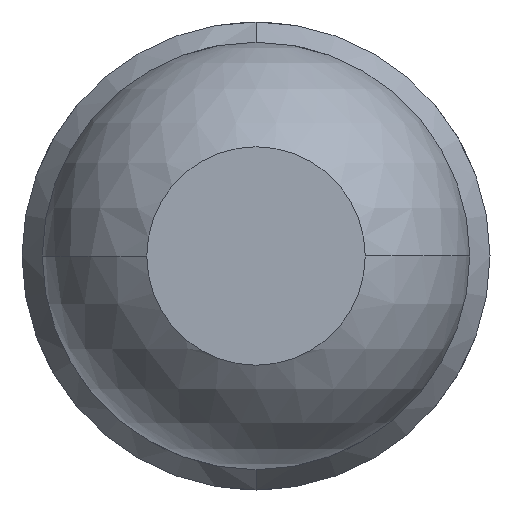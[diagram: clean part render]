
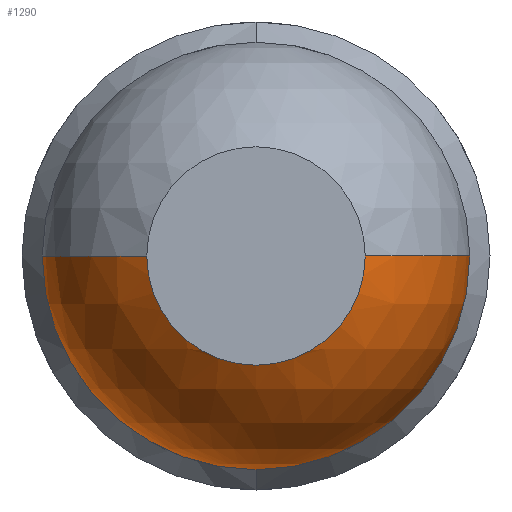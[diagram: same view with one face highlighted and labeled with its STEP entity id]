
A CAD part, front view. The second image highlights one B-rep face of the part: STEP entity #1290.
In plain terms, the highlighted spherical face has radius 0.685 mm.
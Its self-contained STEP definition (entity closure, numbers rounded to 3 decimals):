
#525 = AXIS2_PLACEMENT_3D ( 'NONE', #2299, #4619, #4661 ) ;
#557 = DIRECTION ( 'NONE',  ( 0., 0., -1. ) ) ;
#706 = ORIENTED_EDGE ( 'NONE', *, *, #2759, .F. ) ;
#711 = CIRCLE ( 'NONE', #4884, 0.685 ) ;
#861 = DIRECTION ( 'NONE',  ( 0., 0., 1. ) ) ;
#925 = AXIS2_PLACEMENT_3D ( 'NONE', #3307, #861, #5005 ) ;
#1015 = VERTEX_POINT ( 'NONE', #4898 ) ;
#1113 = EDGE_CURVE ( 'Defeature ausgef�hrt1_30+Defeature ausgef�hrt1_28+Defeature ausgef�hrt1_28+Defeature ausgef�hrt1_28', #5271, #1015, #4760, .T. ) ;
#1138 = AXIS2_PLACEMENT_3D ( 'NONE', #4733, #2697, #4751 ) ;
#1219 = FACE_OUTER_BOUND ( 'NONE', #2878, .T. ) ;
#1221 = EDGE_CURVE ( 'Defeature ausgef�hrt1_30+Defeature ausgef�hrt1_28+Defeature ausgef�hrt1_28+Defeature ausgef�hrt1_28', #4093, #5271, #3656, .T. ) ;
#1290 = ADVANCED_FACE ( 'Defeature ausgef�hrt1_28', ( #1219 ), #3209, .T. ) ;
#1293 = CARTESIAN_POINT ( 'NONE',  ( -0.685, -29.411, 0. ) ) ;
#1428 = EDGE_CURVE ( 'NONE', #4093, #4339, #711, .T. ) ;
#2085 = DIRECTION ( 'NONE',  ( -1., 0., 0. ) ) ;
#2087 = EDGE_CURVE ( 'NONE', #1015, #3703, #4341, .T. ) ;
#2294 = CARTESIAN_POINT ( 'NONE',  ( 0., -30., 0. ) ) ;
#2299 = CARTESIAN_POINT ( 'NONE',  ( 0., -29.411, 0. ) ) ;
#2423 = ORIENTED_EDGE ( 'NONE', *, *, #1221, .F. ) ;
#2434 = DIRECTION ( 'NONE',  ( 0., 0., 1. ) ) ;
#2697 = DIRECTION ( 'NONE',  ( 0., 0., -1. ) ) ;
#2759 = EDGE_CURVE ( 'Defeature ausgef�hrt1_29+Defeature ausgef�hrt1_28+Defeature ausgef�hrt1_28+Defeature ausgef�hrt1_28', #3703, #4441, #2845, .T. ) ;
#2815 = DIRECTION ( 'NONE',  ( 0., 1., 0. ) ) ;
#2845 = CIRCLE ( 'NONE', #3028, 0.685 ) ;
#2872 = CARTESIAN_POINT ( 'NONE',  ( 0.685, -29.411, 0. ) ) ;
#2878 = EDGE_LOOP ( 'NONE', ( #2423, #4230, #3996, #706, #4177, #3937 ) ) ;
#3028 = AXIS2_PLACEMENT_3D ( 'NONE', #3226, #2815, #2434 ) ;
#3209 = SPHERICAL_SURFACE ( 'NONE', #1138, 0.685 ) ;
#3226 = CARTESIAN_POINT ( 'NONE',  ( 0., -29.411, 0. ) ) ;
#3307 = CARTESIAN_POINT ( 'NONE',  ( 0., -29.411, 0. ) ) ;
#3449 = AXIS2_PLACEMENT_3D ( 'NONE', #3868, #5103, #557 ) ;
#3496 = DIRECTION ( 'NONE',  ( 0., 0., -1. ) ) ;
#3656 = CIRCLE ( 'NONE', #3998, 0.35 ) ;
#3677 = CARTESIAN_POINT ( 'NONE',  ( 0., -29.411, 0. ) ) ;
#3703 = VERTEX_POINT ( 'NONE', #2872 ) ;
#3868 = CARTESIAN_POINT ( 'NONE',  ( 0., -30., 0. ) ) ;
#3937 = ORIENTED_EDGE ( 'NONE', *, *, #1113, .F. ) ;
#3996 = ORIENTED_EDGE ( 'NONE', *, *, #4437, .F. ) ;
#3998 = AXIS2_PLACEMENT_3D ( 'NONE', #2294, #5184, #3496 ) ;
#4025 = CARTESIAN_POINT ( 'NONE',  ( -0.35, -30., 0. ) ) ;
#4093 = VERTEX_POINT ( 'NONE', #4025 ) ;
#4137 = DIRECTION ( 'NONE',  ( 0., 0., -1. ) ) ;
#4177 = ORIENTED_EDGE ( 'NONE', *, *, #2087, .F. ) ;
#4230 = ORIENTED_EDGE ( 'NONE', *, *, #1428, .T. ) ;
#4339 = VERTEX_POINT ( 'NONE', #1293 ) ;
#4341 = CIRCLE ( 'NONE', #925, 0.685 ) ;
#4437 = EDGE_CURVE ( 'Defeature ausgef�hrt1_29+Defeature ausgef�hrt1_28+Defeature ausgef�hrt1_28+Defeature ausgef�hrt1_28', #4441, #4339, #5043, .T. ) ;
#4441 = VERTEX_POINT ( 'NONE', #5190 ) ;
#4619 = DIRECTION ( 'NONE',  ( 0., 1., 0. ) ) ;
#4661 = DIRECTION ( 'NONE',  ( 0., 0., 1. ) ) ;
#4733 = CARTESIAN_POINT ( 'NONE',  ( 0., -29.411, 0. ) ) ;
#4735 = CARTESIAN_POINT ( 'NONE',  ( 0., -30., -0.35 ) ) ;
#4751 = DIRECTION ( 'NONE',  ( 1., 0., 0. ) ) ;
#4760 = CIRCLE ( 'NONE', #3449, 0.35 ) ;
#4884 = AXIS2_PLACEMENT_3D ( 'NONE', #3677, #4137, #2085 ) ;
#4898 = CARTESIAN_POINT ( 'NONE',  ( 0.35, -30., 0. ) ) ;
#5005 = DIRECTION ( 'NONE',  ( 1., 0., 0. ) ) ;
#5043 = CIRCLE ( 'NONE', #525, 0.685 ) ;
#5103 = DIRECTION ( 'NONE',  ( 0., -1., 0. ) ) ;
#5184 = DIRECTION ( 'NONE',  ( 0., -1., 0. ) ) ;
#5190 = CARTESIAN_POINT ( 'NONE',  ( 0., -29.411, -0.685 ) ) ;
#5271 = VERTEX_POINT ( 'NONE', #4735 ) ;
